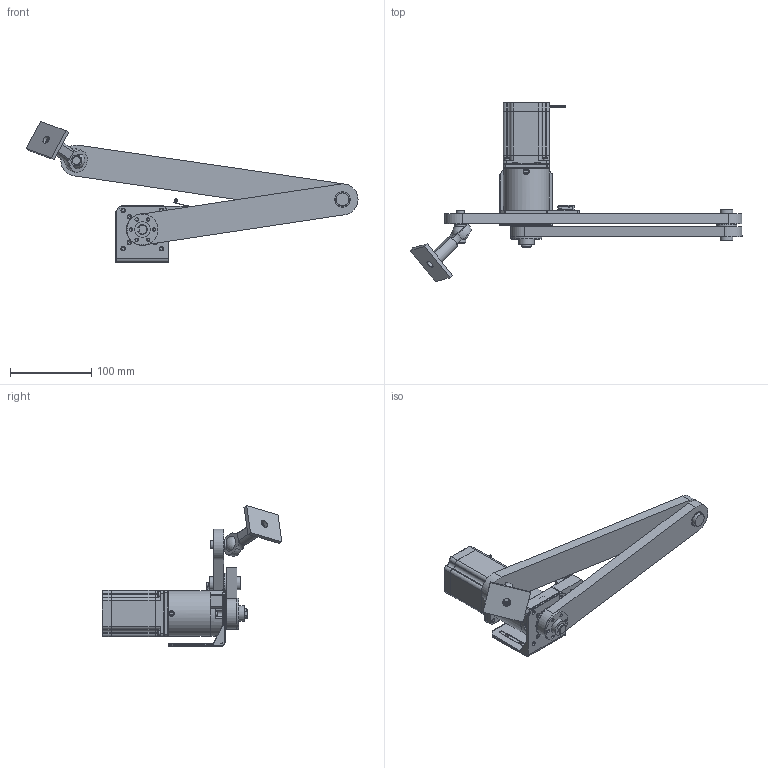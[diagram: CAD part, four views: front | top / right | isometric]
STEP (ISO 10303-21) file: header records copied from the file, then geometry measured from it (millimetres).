
FILE_DESCRIPTION(/* description */ (''),/* implementation_level */ '2;1');
FILE_NAME(/* name */ 'Lift_L.step',/* time_stamp */ '2024-01-26T23:04:37-08:00',/* author */ (''),/* organization */ (''),/* preprocessor_version */ 'ST-DEVELOPER v20',/* originating_system */ 'Autodesk Translation Framework v12.14.0.127',/* authorisation */ '');
FILE_SCHEMA (('AUTOMOTIVE_DESIGN { 1 0 10303 214 3 1 1 }'));
Products named in the file (24): Lift_L; ST-M2; 23HS30-2804S-PG47 v1 (1); Strengthener (1); STEEL_ROD_UPPPER (1); STEEL_ROD_LOWER (1); UPPERARM (1); 6338K425_Oil-Embedded Flanged Sleeve Bearing (1); LOWER_ARM (1); 6960T72_Super-Swivel Ball Joint Rod End (1); SWIVEL; MOUNT; WOOD_PROTECTOR (1); Fim de Curso - KW12-3 v1 (1); Corpo (1); No (1); Nc (1); C (1); haste (1); Roldana (1); Botão (1); Eixo (1); Component21; SPACER(Meaningless) (1)
Assembly tree (23 placements, depth 3):
  Lift_L
    ST-M2
    23HS30-2804S-PG47 v1 (1)
    Strengthener (1)
    STEEL_ROD_UPPPER (1)
    STEEL_ROD_LOWER (1)
    UPPERARM (1)
    6338K425_Oil-Embedded Flanged Sleeve Bearing (1)
    LOWER_ARM (1)
    6960T72_Super-Swivel Ball Joint Rod End (1)
      SWIVEL
      MOUNT
    WOOD_PROTECTOR (1)
    Fim de Curso - KW12-3 v1 (1)
      Corpo (1)
      No (1)
      Nc (1)
      C (1)
      haste (1)
      Roldana (1)
      Botão (1)
      Eixo (1)
    Component21
    SPACER(Meaningless) (1)
Bounding box: 407.61 x 220.48 x 173.13 mm (x, y, z)
Volume: 786868 mm3; surface area: 155677.9 mm2
Topology: 29 solids, 33 shells, 1325 faces, 3282 edges, 2068 vertices
Faces by surface type: plane 572, cylinder 478, torus 140, bspline 91, sphere 27, cone 17
Full cylindrical faces by diameter (mm): 1.153 x2, 1.173 x1, 1.216 x1, 1.5 x1, 2 x2, 2.4 x4, 2.6 x4, 2.8 x4, 3.996 x1, 4 x17, 4.2 x4, 4.3 x1, 4.6 x4, 5 x4, 5.1 x4, 5.2 x8, 5.4 x2, 6 x12, 6.35 x1, 7 x5, 8 x1, 8.15 x24, 9.525 x28, 9.754 x1, 12 x2, 12.4 x1, 13.335 x2, 14 x1, 14.6 x1, 15.875 x3
Entity records: 52407 total; most frequent: CARTESIAN_POINT 20135, ORIENTED_EDGE 6516, DIRECTION 6392, EDGE_CURVE 3258, AXIS2_PLACEMENT_3D 2320, VERTEX_POINT 2068, LINE 1752, VECTOR 1752
